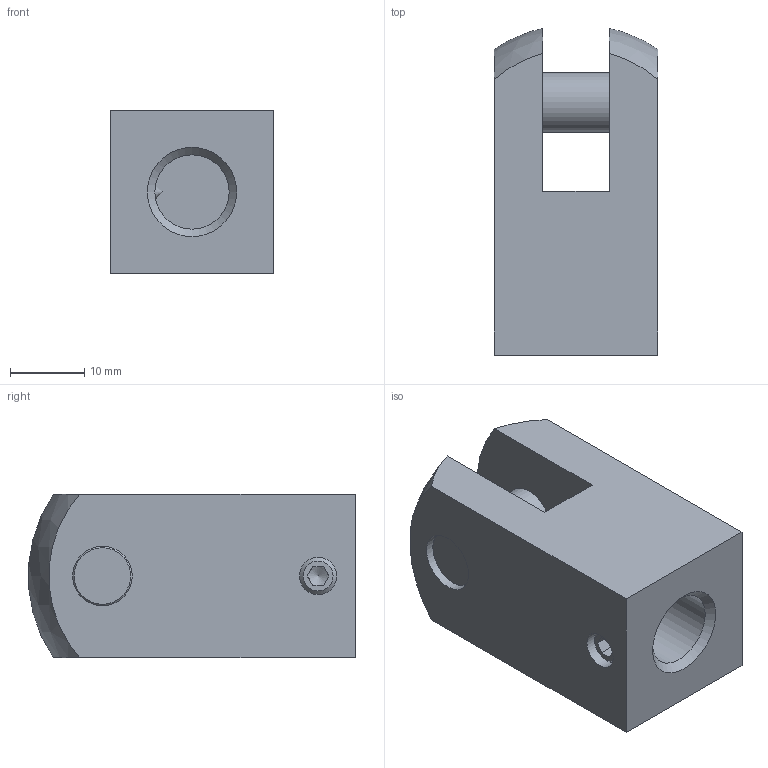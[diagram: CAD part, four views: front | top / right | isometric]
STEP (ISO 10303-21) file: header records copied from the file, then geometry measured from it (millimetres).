
FILE_DESCRIPTION(/* description */ (''),/* implementation_level */ '2;1');
FILE_NAME(/* name */ '43305.iam.step',/* time_stamp */ '2022-07-18T12:59:25+02:00',/* author */ ('Abt. Technik'),/* organization */ (''),/* preprocessor_version */ 'ST-DEVELOPER v18.1',/* originating_system */ 'Autodesk Inventor 2022',/* authorisation */ '');
FILE_SCHEMA (('AUTOMOTIVE_DESIGN { 1 0 10303 214 3 1 1 }'));
Length unit declared in the file: millimetre
Products named in the file (4): 43305; 43305 Einzelteil; M8 Schraube für Gabelmuttern; DIN 914 - M5 x 6
Assembly tree (3 placements, depth 2):
  43305
    43305 Einzelteil
    M8 Schraube für Gabelmuttern
    DIN 914 - M5 x 6
Bounding box: 22 x 43.92 x 22 mm (x, y, z)
Volume: 15247 mm3; surface area: 6692.7 mm2
Topology: 3 solids, 3 shells, 42 faces, 100 edges, 66 vertices
Faces by surface type: plane 27, cylinder 8, cone 5, sphere 2
Full cylindrical faces by diameter (mm): 5 x2, 8 x3, 10 x1, 12 x1, 12.5 x1
Entity records: 1396 total; most frequent: CARTESIAN_POINT 260, DIRECTION 216, ORIENTED_EDGE 196, EDGE_CURVE 98, AXIS2_PLACEMENT_3D 78, VERTEX_POINT 66, LINE 60, VECTOR 60
